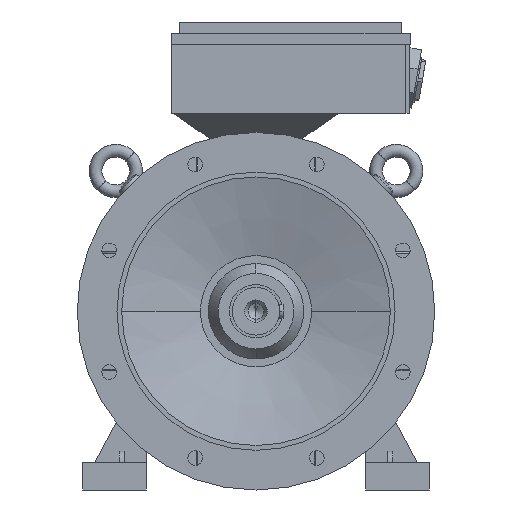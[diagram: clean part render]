
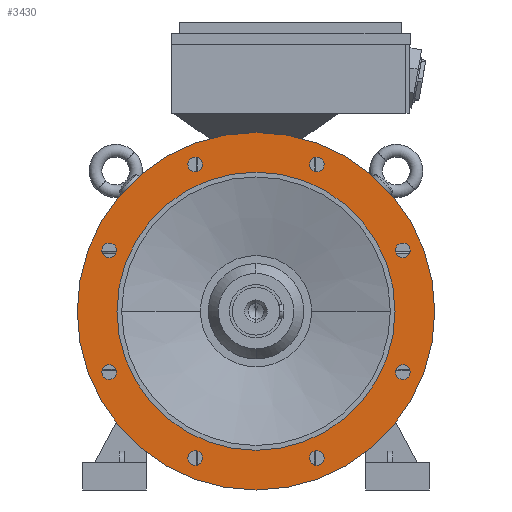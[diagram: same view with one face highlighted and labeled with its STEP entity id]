
A CAD part, left-side view. The second image highlights one B-rep face of the part: STEP entity #3430.
In plain terms, the highlighted planar face has unit normal (-1, 0, 0).
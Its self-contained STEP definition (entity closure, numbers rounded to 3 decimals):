
#3430=ADVANCED_FACE('',(#6939,#6940,#6941,#6942,#6943,#6944,#6945,#6946,#6947,#6948),#6949,.T.);
#6939=FACE_BOUND('',#10471,.T.);
#6940=FACE_BOUND('',#10472,.T.);
#6941=FACE_BOUND('',#10473,.T.);
#6942=FACE_BOUND('',#10474,.T.);
#6943=FACE_BOUND('',#10475,.T.);
#6944=FACE_BOUND('',#10476,.T.);
#6945=FACE_BOUND('',#10477,.T.);
#6946=FACE_BOUND('',#10478,.T.);
#6947=FACE_OUTER_BOUND('',#10479,.T.);
#6948=FACE_BOUND('',#10480,.T.);
#6949=PLANE('',#10481);
#10471=EDGE_LOOP('',(#21257,#21258));
#10472=EDGE_LOOP('',(#21259,#21260));
#10473=EDGE_LOOP('',(#21261,#21262));
#10474=EDGE_LOOP('',(#21263,#21264));
#10475=EDGE_LOOP('',(#21265,#21266));
#10476=EDGE_LOOP('',(#21267,#21268));
#10477=EDGE_LOOP('',(#21269,#21270));
#10478=EDGE_LOOP('',(#21271,#21272));
#10479=EDGE_LOOP('',(#21273,#21274));
#10480=EDGE_LOOP('',(#21275,#21276));
#10481=AXIS2_PLACEMENT_3D('',#21277,#21278,#21279);
#21257=ORIENTED_EDGE('',*,*,#25528,.T.);
#21258=ORIENTED_EDGE('',*,*,#21557,.T.);
#21259=ORIENTED_EDGE('',*,*,#25531,.T.);
#21260=ORIENTED_EDGE('',*,*,#21552,.T.);
#21261=ORIENTED_EDGE('',*,*,#25534,.T.);
#21262=ORIENTED_EDGE('',*,*,#21547,.T.);
#21263=ORIENTED_EDGE('',*,*,#25537,.T.);
#21264=ORIENTED_EDGE('',*,*,#21542,.T.);
#21265=ORIENTED_EDGE('',*,*,#25540,.T.);
#21266=ORIENTED_EDGE('',*,*,#21537,.T.);
#21267=ORIENTED_EDGE('',*,*,#25543,.T.);
#21268=ORIENTED_EDGE('',*,*,#21532,.T.);
#21269=ORIENTED_EDGE('',*,*,#25546,.T.);
#21270=ORIENTED_EDGE('',*,*,#21527,.T.);
#21271=ORIENTED_EDGE('',*,*,#25549,.T.);
#21272=ORIENTED_EDGE('',*,*,#21522,.T.);
#21273=ORIENTED_EDGE('',*,*,#21486,.F.);
#21274=ORIENTED_EDGE('',*,*,#25589,.F.);
#21275=ORIENTED_EDGE('',*,*,#21493,.T.);
#21276=ORIENTED_EDGE('',*,*,#25587,.T.);
#21277=CARTESIAN_POINT('',(-88.0,200.0,0.0));
#21278=DIRECTION('',(-1.0,0.0,0.0));
#21279=DIRECTION('',(0.0,-1.0,0.0));
#21486=EDGE_CURVE('',#25845,#25848,#25849,.T.);
#21493=EDGE_CURVE('',#25855,#25859,#25861,.T.);
#21522=EDGE_CURVE('',#25910,#25907,#25911,.T.);
#21527=EDGE_CURVE('',#25919,#25916,#25920,.T.);
#21532=EDGE_CURVE('',#25928,#25925,#25929,.T.);
#21537=EDGE_CURVE('',#25937,#25934,#25938,.T.);
#21542=EDGE_CURVE('',#25946,#25943,#25947,.T.);
#21547=EDGE_CURVE('',#25955,#25952,#25956,.T.);
#21552=EDGE_CURVE('',#25964,#25961,#25965,.T.);
#21557=EDGE_CURVE('',#25973,#25970,#25974,.T.);
#25528=EDGE_CURVE('',#25970,#25973,#31886,.T.);
#25531=EDGE_CURVE('',#25961,#25964,#31889,.T.);
#25534=EDGE_CURVE('',#25952,#25955,#31892,.T.);
#25537=EDGE_CURVE('',#25943,#25946,#31895,.T.);
#25540=EDGE_CURVE('',#25934,#25937,#31898,.T.);
#25543=EDGE_CURVE('',#25925,#25928,#31901,.T.);
#25546=EDGE_CURVE('',#25916,#25919,#31904,.T.);
#25549=EDGE_CURVE('',#25907,#25910,#31907,.T.);
#25587=EDGE_CURVE('',#25859,#25855,#31945,.T.);
#25589=EDGE_CURVE('',#25848,#25845,#31947,.T.);
#25845=VERTEX_POINT('',#32441);
#25848=VERTEX_POINT('',#32445);
#25849=CIRCLE('',#32446,225.0);
#25855=VERTEX_POINT('',#32453);
#25859=VERTEX_POINT('',#32458);
#25861=CIRCLE('',#32461,175.0);
#25907=VERTEX_POINT('',#32515);
#25910=VERTEX_POINT('',#32519);
#25911=CIRCLE('',#32520,9.25);
#25916=VERTEX_POINT('',#32526);
#25919=VERTEX_POINT('',#32530);
#25920=CIRCLE('',#32531,9.25);
#25925=VERTEX_POINT('',#32537);
#25928=VERTEX_POINT('',#32541);
#25929=CIRCLE('',#32542,9.25);
#25934=VERTEX_POINT('',#32548);
#25937=VERTEX_POINT('',#32552);
#25938=CIRCLE('',#32553,9.25);
#25943=VERTEX_POINT('',#32559);
#25946=VERTEX_POINT('',#32563);
#25947=CIRCLE('',#32564,9.25);
#25952=VERTEX_POINT('',#32570);
#25955=VERTEX_POINT('',#32574);
#25956=CIRCLE('',#32575,9.25);
#25961=VERTEX_POINT('',#32581);
#25964=VERTEX_POINT('',#32585);
#25965=CIRCLE('',#32586,9.25);
#25970=VERTEX_POINT('',#32592);
#25973=VERTEX_POINT('',#32596);
#25974=CIRCLE('',#32597,9.25);
#31886=CIRCLE('',#52265,9.25);
#31889=CIRCLE('',#52268,9.25);
#31892=CIRCLE('',#52271,9.25);
#31895=CIRCLE('',#52274,9.25);
#31898=CIRCLE('',#52277,9.25);
#31901=CIRCLE('',#52280,9.25);
#31904=CIRCLE('',#52283,9.25);
#31907=CIRCLE('',#52286,9.25);
#31945=CIRCLE('',#52332,175.0);
#31947=CIRCLE('',#52334,225.0);
#32441=CARTESIAN_POINT('',(-88.0,225.0,0.0));
#32445=CARTESIAN_POINT('',(-88.0,-225.0,0.));
#32446=AXIS2_PLACEMENT_3D('',#52484,#52485,#52486);
#32453=CARTESIAN_POINT('',(-88.0,175.0,0.0));
#32458=CARTESIAN_POINT('',(-88.0,-175.0,0.));
#32461=AXIS2_PLACEMENT_3D('',#52496,#52497,#52498);
#32515=CARTESIAN_POINT('',(-88.0,-80.077,193.322));
#32519=CARTESIAN_POINT('',(-88.0,-72.997,176.23));
#32520=AXIS2_PLACEMENT_3D('',#52547,#52548,#52549);
#32526=CARTESIAN_POINT('',(-88.0,80.077,193.322));
#32530=CARTESIAN_POINT('',(-88.0,72.997,176.23));
#32531=AXIS2_PLACEMENT_3D('',#52555,#52556,#52557);
#32537=CARTESIAN_POINT('',(-88.0,193.322,80.077));
#32541=CARTESIAN_POINT('',(-88.0,176.23,72.997));
#32542=AXIS2_PLACEMENT_3D('',#52563,#52564,#52565);
#32548=CARTESIAN_POINT('',(-88.0,193.322,-80.077));
#32552=CARTESIAN_POINT('',(-88.0,176.23,-72.997));
#32553=AXIS2_PLACEMENT_3D('',#52571,#52572,#52573);
#32559=CARTESIAN_POINT('',(-88.0,80.077,-193.322));
#32563=CARTESIAN_POINT('',(-88.0,72.997,-176.23));
#32564=AXIS2_PLACEMENT_3D('',#52579,#52580,#52581);
#32570=CARTESIAN_POINT('',(-88.0,-80.077,-193.322));
#32574=CARTESIAN_POINT('',(-88.0,-72.997,-176.23));
#32575=AXIS2_PLACEMENT_3D('',#52587,#52588,#52589);
#32581=CARTESIAN_POINT('',(-88.0,-193.322,-80.077));
#32585=CARTESIAN_POINT('',(-88.0,-176.23,-72.997));
#32586=AXIS2_PLACEMENT_3D('',#52595,#52596,#52597);
#32592=CARTESIAN_POINT('',(-88.0,-193.322,80.077));
#32596=CARTESIAN_POINT('',(-88.0,-176.23,72.997));
#32597=AXIS2_PLACEMENT_3D('',#52603,#52604,#52605);
#52265=AXIS2_PLACEMENT_3D('',#56070,#56071,#56072);
#52268=AXIS2_PLACEMENT_3D('',#56076,#56077,#56078);
#52271=AXIS2_PLACEMENT_3D('',#56082,#56083,#56084);
#52274=AXIS2_PLACEMENT_3D('',#56088,#56089,#56090);
#52277=AXIS2_PLACEMENT_3D('',#56094,#56095,#56096);
#52280=AXIS2_PLACEMENT_3D('',#56100,#56101,#56102);
#52283=AXIS2_PLACEMENT_3D('',#56106,#56107,#56108);
#52286=AXIS2_PLACEMENT_3D('',#56112,#56113,#56114);
#52332=AXIS2_PLACEMENT_3D('',#56147,#56148,#56149);
#52334=AXIS2_PLACEMENT_3D('',#56150,#56151,#56152);
#52484=CARTESIAN_POINT('',(-88.0,0.0,0.0));
#52485=DIRECTION('',(1.0,0.0,0.0));
#52486=DIRECTION('',(0.0,1.0,0.0));
#52496=CARTESIAN_POINT('',(-88.0,0.0,0.0));
#52497=DIRECTION('',(1.0,0.0,0.0));
#52498=DIRECTION('',(0.0,1.0,0.0));
#52547=CARTESIAN_POINT('',(-88.0,-76.537,184.776));
#52548=DIRECTION('',(1.0,0.0,-0.0));
#52549=DIRECTION('',(0.0,-0.383,0.924));
#52555=CARTESIAN_POINT('',(-88.0,76.537,184.776));
#52556=DIRECTION('',(1.0,0.0,-0.0));
#52557=DIRECTION('',(0.0,0.383,0.924));
#52563=CARTESIAN_POINT('',(-88.0,184.776,76.537));
#52564=DIRECTION('',(1.0,0.0,-0.0));
#52565=DIRECTION('',(0.0,0.924,0.383));
#52571=CARTESIAN_POINT('',(-88.0,184.776,-76.537));
#52572=DIRECTION('',(1.0,-0.0,0.0));
#52573=DIRECTION('',(0.0,0.924,-0.383));
#52579=CARTESIAN_POINT('',(-88.0,76.537,-184.776));
#52580=DIRECTION('',(1.0,-0.0,0.0));
#52581=DIRECTION('',(0.0,0.383,-0.924));
#52587=CARTESIAN_POINT('',(-88.0,-76.537,-184.776));
#52588=DIRECTION('',(1.0,0.0,0.0));
#52589=DIRECTION('',(0.0,-0.383,-0.924));
#52595=CARTESIAN_POINT('',(-88.0,-184.776,-76.537));
#52596=DIRECTION('',(1.0,0.0,0.0));
#52597=DIRECTION('',(0.0,-0.924,-0.383));
#52603=CARTESIAN_POINT('',(-88.0,-184.776,76.537));
#52604=DIRECTION('',(1.0,0.0,-0.0));
#52605=DIRECTION('',(0.0,-0.924,0.383));
#56070=CARTESIAN_POINT('',(-88.0,-184.776,76.537));
#56071=DIRECTION('',(1.0,0.0,-0.0));
#56072=DIRECTION('',(0.0,-0.924,0.383));
#56076=CARTESIAN_POINT('',(-88.0,-184.776,-76.537));
#56077=DIRECTION('',(1.0,0.0,0.0));
#56078=DIRECTION('',(0.0,-0.924,-0.383));
#56082=CARTESIAN_POINT('',(-88.0,-76.537,-184.776));
#56083=DIRECTION('',(1.0,0.0,0.0));
#56084=DIRECTION('',(0.0,-0.383,-0.924));
#56088=CARTESIAN_POINT('',(-88.0,76.537,-184.776));
#56089=DIRECTION('',(1.0,-0.0,0.0));
#56090=DIRECTION('',(0.0,0.383,-0.924));
#56094=CARTESIAN_POINT('',(-88.0,184.776,-76.537));
#56095=DIRECTION('',(1.0,-0.0,0.0));
#56096=DIRECTION('',(0.0,0.924,-0.383));
#56100=CARTESIAN_POINT('',(-88.0,184.776,76.537));
#56101=DIRECTION('',(1.0,0.0,-0.0));
#56102=DIRECTION('',(0.0,0.924,0.383));
#56106=CARTESIAN_POINT('',(-88.0,76.537,184.776));
#56107=DIRECTION('',(1.0,0.0,-0.0));
#56108=DIRECTION('',(0.0,0.383,0.924));
#56112=CARTESIAN_POINT('',(-88.0,-76.537,184.776));
#56113=DIRECTION('',(1.0,0.0,-0.0));
#56114=DIRECTION('',(0.0,-0.383,0.924));
#56147=CARTESIAN_POINT('',(-88.0,0.0,0.0));
#56148=DIRECTION('',(1.0,0.0,0.0));
#56149=DIRECTION('',(0.0,1.0,0.0));
#56150=CARTESIAN_POINT('',(-88.0,0.0,0.0));
#56151=DIRECTION('',(1.0,0.0,0.0));
#56152=DIRECTION('',(0.0,1.0,0.0));
